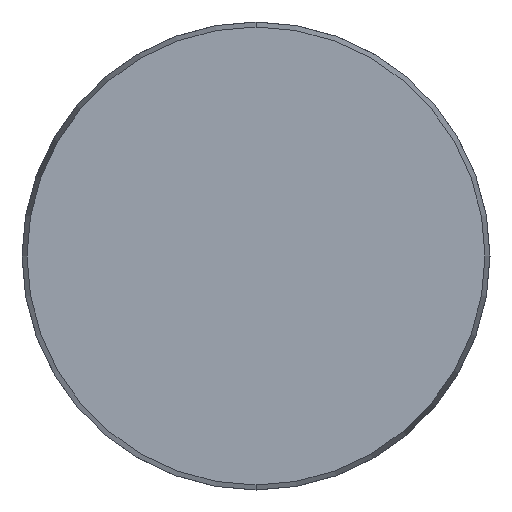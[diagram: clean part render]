
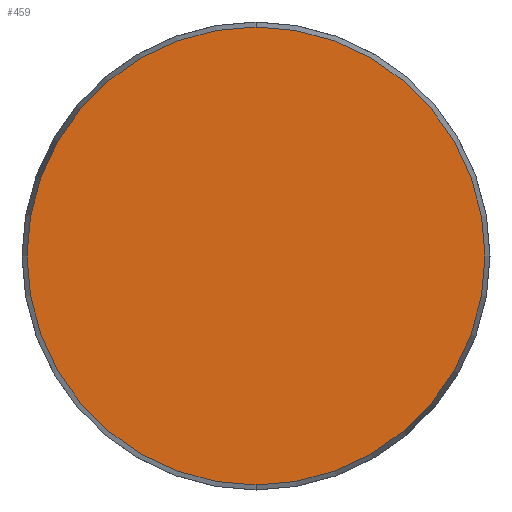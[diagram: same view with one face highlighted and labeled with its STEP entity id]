
A CAD part, front view. The second image highlights one B-rep face of the part: STEP entity #459.
In plain terms, the highlighted planar face has unit normal (0, -1, 0).
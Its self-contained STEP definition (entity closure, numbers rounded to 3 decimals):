
#82 = FACE_OUTER_BOUND ( 'NONE', #244, .T. ) ;
#83 = VERTEX_POINT ( 'NONE', #802 ) ;
#88 = AXIS2_PLACEMENT_3D ( 'NONE', #767, #823, #758 ) ;
#137 = ORIENTED_EDGE ( 'NONE', *, *, #297, .T. ) ;
#154 = DIRECTION ( 'NONE',  ( 0., 0., 1. ) ) ;
#178 = DIRECTION ( 'NONE',  ( 0., -1., 0. ) ) ;
#206 = CIRCLE ( 'NONE', #432, 39.143 ) ;
#242 = CARTESIAN_POINT ( 'NONE',  ( 0., 0., -39.143 ) ) ;
#244 = EDGE_LOOP ( 'NONE', ( #824, #137 ) ) ;
#253 = EDGE_CURVE ( 'NONE', #83, #702, #558, .T. ) ;
#275 = PLANE ( 'NONE',  #351 ) ;
#297 = EDGE_CURVE ( 'NONE', #702, #83, #206, .T. ) ;
#308 = CARTESIAN_POINT ( 'NONE',  ( 0., 0., 0. ) ) ;
#351 = AXIS2_PLACEMENT_3D ( 'NONE', #794, #736, #154 ) ;
#432 = AXIS2_PLACEMENT_3D ( 'NONE', #308, #178, #749 ) ;
#459 = ADVANCED_FACE ( 'NONE', ( #82 ), #275, .F. ) ;
#558 = CIRCLE ( 'NONE', #88, 39.143 ) ;
#702 = VERTEX_POINT ( 'NONE', #242 ) ;
#736 = DIRECTION ( 'NONE',  ( 0., 1., 0. ) ) ;
#749 = DIRECTION ( 'NONE',  ( 0., 0., -1. ) ) ;
#758 = DIRECTION ( 'NONE',  ( 0., 0., -1. ) ) ;
#767 = CARTESIAN_POINT ( 'NONE',  ( 0., 0., 0. ) ) ;
#794 = CARTESIAN_POINT ( 'NONE',  ( -39.143, 0., 0. ) ) ;
#802 = CARTESIAN_POINT ( 'NONE',  ( 0., 0., 39.143 ) ) ;
#823 = DIRECTION ( 'NONE',  ( 0., -1., 0. ) ) ;
#824 = ORIENTED_EDGE ( 'NONE', *, *, #253, .T. ) ;
